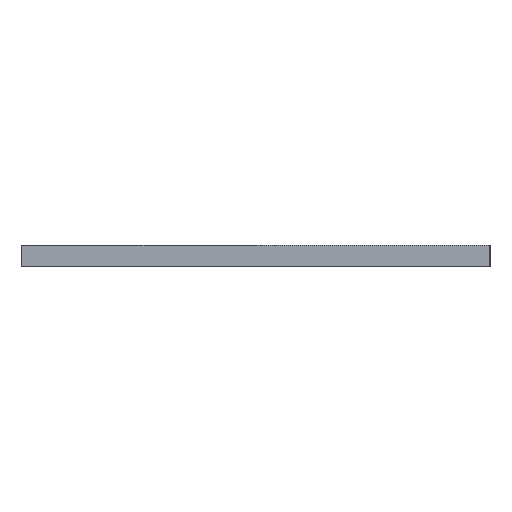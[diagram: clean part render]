
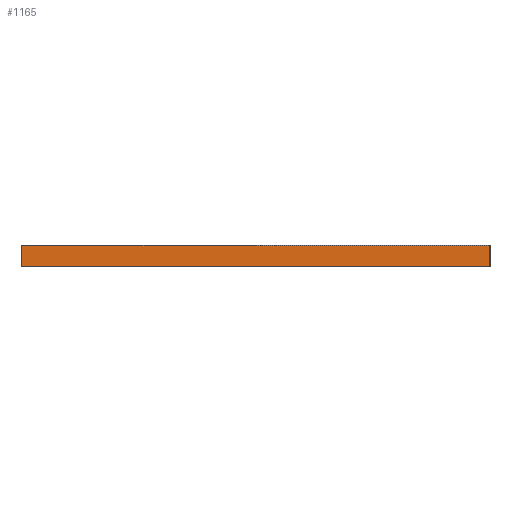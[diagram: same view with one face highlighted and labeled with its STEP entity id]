
A CAD part, left-side view. The second image highlights one B-rep face of the part: STEP entity #1165.
In plain terms, the highlighted planar face has unit normal (-1, 0, 0).
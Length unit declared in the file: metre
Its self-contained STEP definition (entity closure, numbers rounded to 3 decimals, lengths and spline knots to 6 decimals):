
#225=ORIENTED_EDGE('',*,*,#494,.T.);
#226=ORIENTED_EDGE('',*,*,#475,.F.);
#227=ORIENTED_EDGE('',*,*,#495,.F.);
#228=ORIENTED_EDGE('',*,*,#467,.T.);
#467=EDGE_CURVE('',#590,#589,#732,.T.);
#475=EDGE_CURVE('',#595,#594,#740,.T.);
#494=EDGE_CURVE('',#589,#594,#749,.T.);
#495=EDGE_CURVE('',#590,#595,#750,.T.);
#589=VERTEX_POINT('',#1788);
#590=VERTEX_POINT('',#1790);
#594=VERTEX_POINT('',#1802);
#595=VERTEX_POINT('',#1804);
#732=LINE('',#1789,#879);
#740=LINE('',#1805,#887);
#749=LINE('',#1844,#896);
#750=LINE('',#1845,#897);
#879=VECTOR('',#1458,1.);
#887=VECTOR('',#1470,1.);
#896=VECTOR('',#1519,1.);
#897=VECTOR('',#1520,1.);
#957=EDGE_LOOP('',(#225,#226,#227,#228));
#1038=FACE_BOUND('',#957,.T.);
#1109=PLANE('',#1244);
#1165=ADVANCED_FACE('',(#1038),#1109,.F.);
#1244=AXIS2_PLACEMENT_3D('',#1843,#1517,#1518);
#1458=DIRECTION('',(0.,0.,1.));
#1470=DIRECTION('',(0.,0.,1.));
#1517=DIRECTION('',(1.,0.,0.));
#1518=DIRECTION('',(0.,-1.,0.));
#1519=DIRECTION('',(0.,1.,0.));
#1520=DIRECTION('',(0.,1.,0.));
#1788=CARTESIAN_POINT('',(-0.00518,-0.13033,-0.00381));
#1789=CARTESIAN_POINT('',(-0.00518,-0.13033,-0.00889));
#1790=CARTESIAN_POINT('',(-0.00518,-0.13033,-0.00889));
#1802=CARTESIAN_POINT('',(-0.00518,-0.01792,-0.00381));
#1804=CARTESIAN_POINT('',(-0.00518,-0.01792,-0.00889));
#1805=CARTESIAN_POINT('',(-0.00518,-0.01792,-0.00889));
#1843=CARTESIAN_POINT('',(-0.00518,-0.022928,-0.00889));
#1844=CARTESIAN_POINT('',(-0.00518,-0.022928,-0.00381));
#1845=CARTESIAN_POINT('',(-0.00518,-0.022928,-0.00889));
